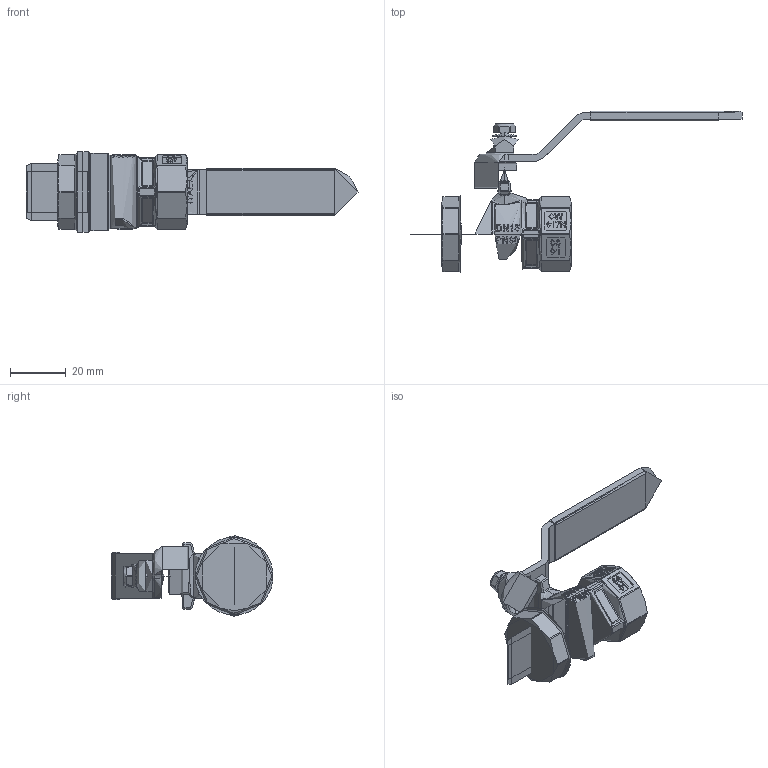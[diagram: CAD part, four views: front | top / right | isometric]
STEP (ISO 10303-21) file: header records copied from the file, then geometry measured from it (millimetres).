
FILE_DESCRIPTION (( 'STEP AP214' ), '1' );
FILE_NAME ('IT-VIENNA21704_R.STEP', '2018-09-14T14:05:22', ( '' ), ( '' ), 'SwSTEP 2.0', 'SolidWorks 2018', '' );
FILE_SCHEMA (( 'AUTOMOTIVE_DESIGN' ));
Length unit declared in the file: millimetre
Products named in the file (1): IT-VIENNA21704_R
Bounding box: 119.5 x 58.27 x 29 mm (x, y, z)
Topology: 0 solids, 11 shells, 981 faces, 2543 edges, 1639 vertices
Faces by surface type: plane 430, bspline 240, cylinder 162, torus 75, cone 45, sphere 29
Entity records: 46653 total; most frequent: CARTESIAN_POINT 28611, ORIENTED_EDGE 4928, EDGE_CURVE 2535, B_SPLINE_CURVE_WITH_KNOTS 2466, VERTEX_POINT 1639, DIRECTION 1478, EDGE_LOOP 1076, ADVANCED_FACE 978
